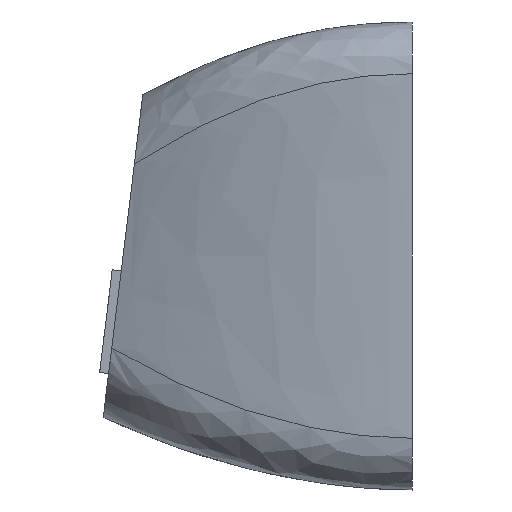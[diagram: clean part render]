
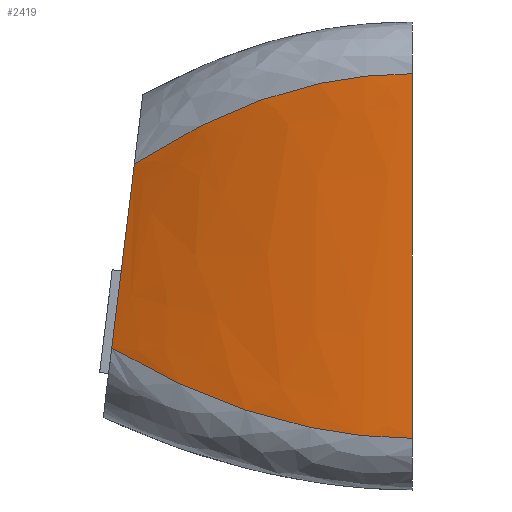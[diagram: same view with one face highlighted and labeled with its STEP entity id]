
A CAD part, left-side view. The second image highlights one B-rep face of the part: STEP entity #2419.
In plain terms, the highlighted free-form (B-spline) face has degree [3, 3] with [4, 4] control points.
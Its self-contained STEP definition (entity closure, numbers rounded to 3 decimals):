
#137=LINE('',#4279,#390);
#142=LINE('',#4300,#395);
#390=VECTOR('',#2773,10.);
#395=VECTOR('',#2790,10.);
#699=FACE_OUTER_BOUND('',#836,.T.);
#836=EDGE_LOOP('',(#1910,#1911,#1912,#1913));
#976=B_SPLINE_CURVE_WITH_KNOTS('',3,(#4416,#4417,#4418,#4419),
 .UNSPECIFIED.,.F.,.F.,(4,4),(0.,1.),.UNSPECIFIED.);
#977=B_SPLINE_CURVE_WITH_KNOTS('',3,(#4436,#4437,#4438,#4439),
 .UNSPECIFIED.,.F.,.F.,(4,4),(0.,1.),.UNSPECIFIED.);
#1096=VERTEX_POINT('',#4276);
#1097=VERTEX_POINT('',#4278);
#1106=VERTEX_POINT('',#4297);
#1107=VERTEX_POINT('',#4299);
#1381=EDGE_CURVE('',#1097,#1096,#137,.T.);
#1391=EDGE_CURVE('',#1106,#1107,#142,.T.);
#1399=EDGE_CURVE('',#1106,#1097,#976,.T.);
#1400=EDGE_CURVE('',#1107,#1096,#977,.T.);
#1910=ORIENTED_EDGE('',*,*,#1391,.F.);
#1911=ORIENTED_EDGE('',*,*,#1399,.T.);
#1912=ORIENTED_EDGE('',*,*,#1381,.T.);
#1913=ORIENTED_EDGE('',*,*,#1400,.F.);
#2347=B_SPLINE_SURFACE_WITH_KNOTS('',3,3,((#4420,#4421,#4422,#4423),(#4424,
#4425,#4426,#4427),(#4428,#4429,#4430,#4431),(#4432,#4433,#4434,#4435)),
 .UNSPECIFIED.,.F.,.F.,.F.,(4,4),(4,4),(0.,1.),(0.,1.),.UNSPECIFIED.);
#2419=ADVANCED_FACE('',(#699),#2347,.F.);
#2773=DIRECTION('',(0.,0.,1.));
#2790=DIRECTION('',(0.,-0.122,0.993));
#4276=CARTESIAN_POINT('',(0.,0.,16.1));
#4278=CARTESIAN_POINT('',(0.,0.,2.));
#4279=CARTESIAN_POINT('',(0.,0.,16.1));
#4297=CARTESIAN_POINT('',(2.7,11.625,5.494));
#4299=CARTESIAN_POINT('',(2.7,10.752,12.606));
#4300=CARTESIAN_POINT('',(2.7,10.752,12.606));
#4416=CARTESIAN_POINT('Ctrl Pts',(2.7,11.625,5.494));
#4417=CARTESIAN_POINT('Ctrl Pts',(0.9,7.75,3.165));
#4418=CARTESIAN_POINT('Ctrl Pts',(0.,3.73,
2.));
#4419=CARTESIAN_POINT('Ctrl Pts',(0.,0.,
2.));
#4420=CARTESIAN_POINT('Ctrl Pts',(2.7,11.625,5.494));
#4421=CARTESIAN_POINT('Ctrl Pts',(0.9,7.75,3.165));
#4422=CARTESIAN_POINT('Ctrl Pts',(0.,3.73,
2.));
#4423=CARTESIAN_POINT('Ctrl Pts',(0.,0.,
2.));
#4424=CARTESIAN_POINT('Ctrl Pts',(2.7,11.453,6.897));
#4425=CARTESIAN_POINT('Ctrl Pts',(0.939,7.635,4.8));
#4426=CARTESIAN_POINT('Ctrl Pts',(0.,3.73,
3.047));
#4427=CARTESIAN_POINT('Ctrl Pts',(0.,0.,
3.047));
#4428=CARTESIAN_POINT('Ctrl Pts',(2.7,10.924,11.203));
#4429=CARTESIAN_POINT('Ctrl Pts',(0.939,7.283,13.3));
#4430=CARTESIAN_POINT('Ctrl Pts',(0.,3.73,
15.053));
#4431=CARTESIAN_POINT('Ctrl Pts',(0.,0.,
15.053));
#4432=CARTESIAN_POINT('Ctrl Pts',(2.7,10.752,12.606));
#4433=CARTESIAN_POINT('Ctrl Pts',(0.9,7.168,14.935));
#4434=CARTESIAN_POINT('Ctrl Pts',(0.,3.73,
16.1));
#4435=CARTESIAN_POINT('Ctrl Pts',(0.,0.,
16.1));
#4436=CARTESIAN_POINT('Ctrl Pts',(2.7,10.752,12.606));
#4437=CARTESIAN_POINT('Ctrl Pts',(0.9,7.168,14.935));
#4438=CARTESIAN_POINT('Ctrl Pts',(0.,3.73,16.1));
#4439=CARTESIAN_POINT('Ctrl Pts',(0.,0.,16.1));
